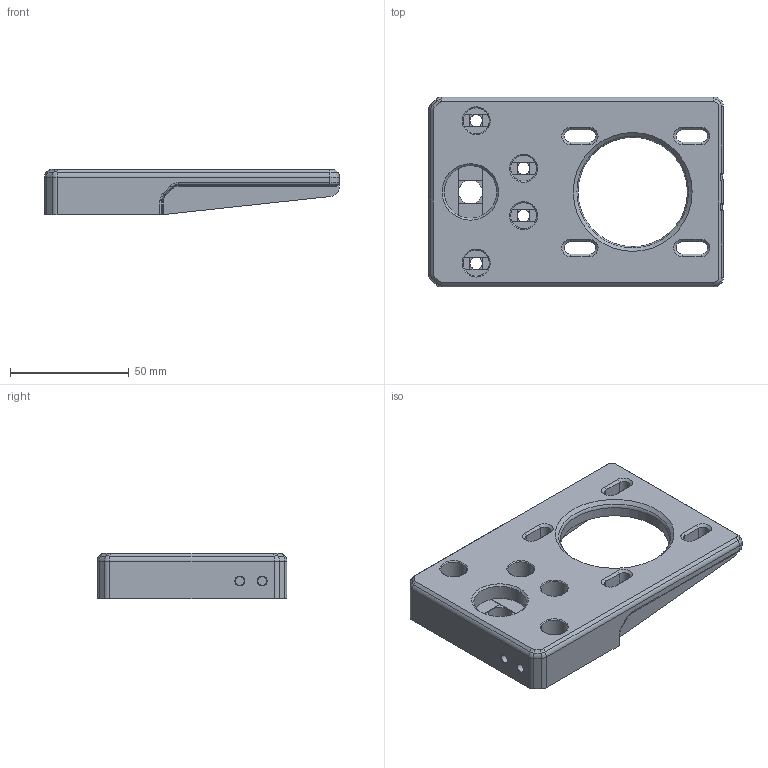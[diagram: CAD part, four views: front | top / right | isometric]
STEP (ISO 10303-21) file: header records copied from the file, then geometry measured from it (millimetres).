
FILE_DESCRIPTION(/* description */ (''),/* implementation_level */ '2;1');
FILE_NAME(/* name */ 'Z_Motor_Mount_x1.step',/* time_stamp */ '2024-06-09T15:29:35-07:00',/* author */ (''),/* organization */ (''),/* preprocessor_version */ 'ST-DEVELOPER v20',/* originating_system */ 'Autodesk Translation Framework v13.14.0.145',/* authorisation */ '');
FILE_SCHEMA (('AUTOMOTIVE_DESIGN { 1 0 10303 214 3 1 1 }'));
Length unit declared in the file: millimetre
Products named in the file (1): Z axis motor mount
Bounding box: 124.21 x 80 x 19 mm (x, y, z)
Volume: 99696.2 mm3; surface area: 28234.9 mm2
Topology: 1 solids, 1 shells, 252 faces, 634 edges, 385 vertices
Faces by surface type: plane 129, cylinder 66, cone 24, bspline 18, torus 11, sphere 4
Full cylindrical faces by diameter (mm): 3.8 x2, 5.2 x4, 10 x1, 11 x4, 22.2 x2, 46.1 x1
Entity records: 7948 total; most frequent: CARTESIAN_POINT 1818, DIRECTION 1289, ORIENTED_EDGE 1268, EDGE_CURVE 634, AXIS2_PLACEMENT_3D 454, VERTEX_POINT 385, LINE 381, VECTOR 381
